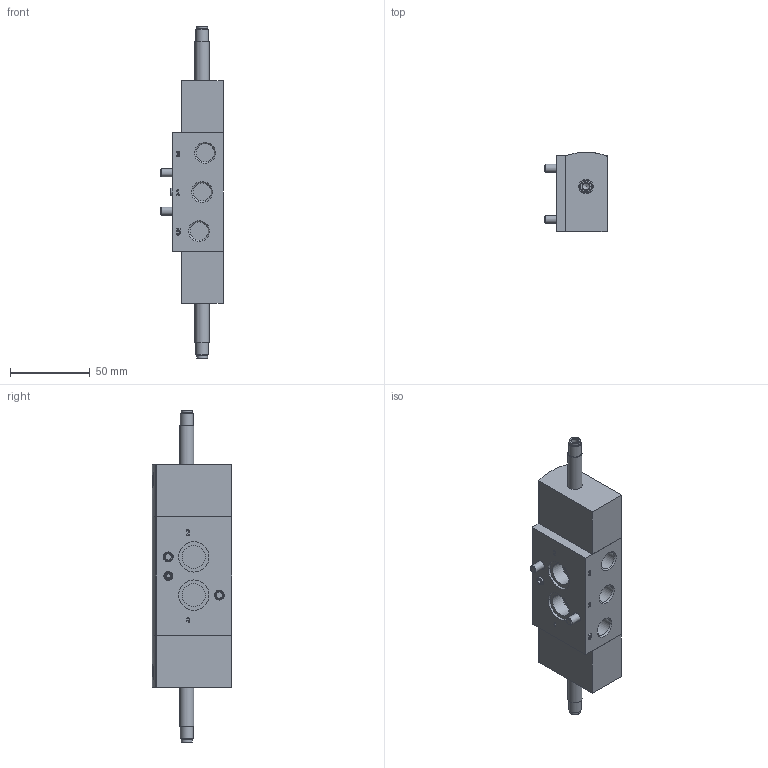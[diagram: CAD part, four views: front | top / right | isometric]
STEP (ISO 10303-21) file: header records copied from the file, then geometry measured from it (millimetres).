
FILE_DESCRIPTION(/* description */ ('STEP AP214'),/* implementation_level */ '2;1');
FILE_NAME(/* name */ '577270_VSNC-F-P53U-MD-G14-FN',/* time_stamp */ '2024-09-17T05:20:01+02:00',/* author */ ('License CC BY-ND 4.0'),/* organization */ ('CADENAS'),/* preprocessor_version */ 'ST-DEVELOPER v19.3',/* originating_system */ 'PARTsolutions',/* authorisation */ ' ');
FILE_SCHEMA (('AUTOMOTIVE_DESIGN {1 0 10303 214 3 1 1}'));
Length unit declared in the file: millimetre
Products named in the file (4): 577270 VSNC-F-P53U-MD-G14-FN; 8026033 VSNC-F-P53U-MD-G14-FN---(geh); DIN-913 - M5x10; DIN-912 - M5x33.5(F)
Assembly tree (4 placements, depth 2):
  577270 VSNC-F-P53U-MD-G14-FN
    8026033 VSNC-F-P53U-MD-G14-FN---(geh)
    DIN-913 - M5x10
    DIN-912 - M5x33.5(F)  x2
Bounding box: 39.1 x 49.8 x 208 mm (x, y, z)
Volume: 192843.9 mm3; surface area: 32502.5 mm2
Topology: 4 solids, 4 shells, 280 faces, 635 edges, 399 vertices
Faces by surface type: plane 172, cylinder 62, cone 42, torus 4
Full cylindrical faces by diameter (mm): 4.134 x2, 5 x3, 5.5 x2, 6.9 x2, 8 x2, 8.5 x2, 9 x2, 10 x2, 11.445 x3, 14.4 x2, 19 x2
Entity records: 8412 total; most frequent: CARTESIAN_POINT 1222, DIRECTION 1192, ORIENTED_EDGE 1066, EDGE_CURVE 533, AXIS2_PLACEMENT_3D 420, VERTEX_POINT 370, LINE 352, VECTOR 352
